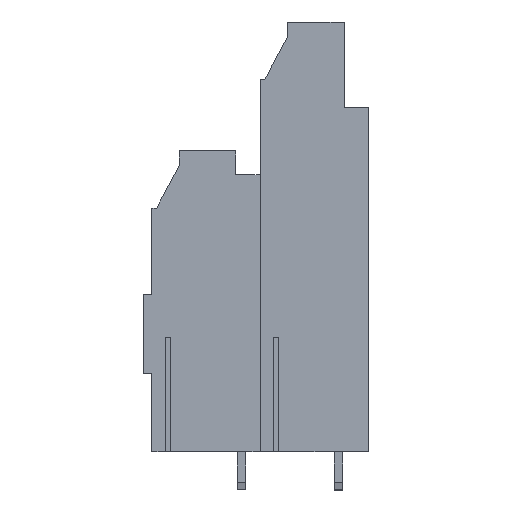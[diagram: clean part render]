
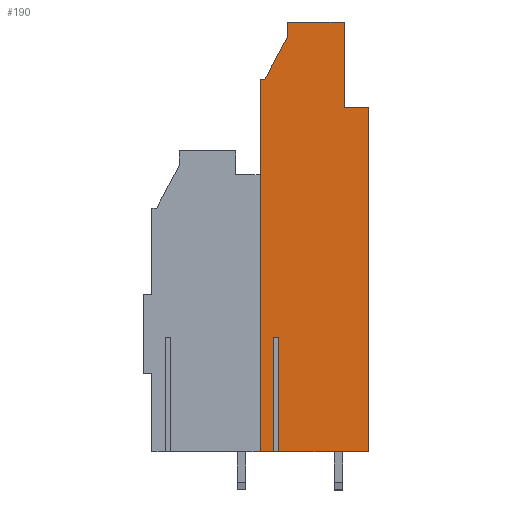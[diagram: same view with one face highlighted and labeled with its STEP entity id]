
A CAD part, top view. The second image highlights one B-rep face of the part: STEP entity #190.
In plain terms, the highlighted planar face has unit normal (0, 0, 1).
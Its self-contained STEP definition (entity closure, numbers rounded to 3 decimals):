
#190 = ADVANCED_FACE( '', ( #492 ), #493, .T. );
#492 = FACE_OUTER_BOUND( '', #927, .T. );
#493 = PLANE( '', #928 );
#927 = EDGE_LOOP( '', ( #1386, #1387, #1388, #1389, #1390, #1391, #1392, #1393, #1394, #1395, #1396, #1397, #1398, #1399 ) );
#928 = AXIS2_PLACEMENT_3D( '', #1400, #1401, #1402 );
#1386 = ORIENTED_EDGE( '', *, *, #2624, .F. );
#1387 = ORIENTED_EDGE( '', *, *, #2625, .F. );
#1388 = ORIENTED_EDGE( '', *, *, #2626, .F. );
#1389 = ORIENTED_EDGE( '', *, *, #2627, .F. );
#1390 = ORIENTED_EDGE( '', *, *, #2628, .F. );
#1391 = ORIENTED_EDGE( '', *, *, #2629, .F. );
#1392 = ORIENTED_EDGE( '', *, *, #2630, .F. );
#1393 = ORIENTED_EDGE( '', *, *, #2631, .F. );
#1394 = ORIENTED_EDGE( '', *, *, #2632, .F. );
#1395 = ORIENTED_EDGE( '', *, *, #2633, .F. );
#1396 = ORIENTED_EDGE( '', *, *, #2634, .F. );
#1397 = ORIENTED_EDGE( '', *, *, #2635, .F. );
#1398 = ORIENTED_EDGE( '', *, *, #2636, .F. );
#1399 = ORIENTED_EDGE( '', *, *, #2637, .F. );
#1400 = CARTESIAN_POINT( '', ( 22.7, -8.915, 7.62 ) );
#1401 = DIRECTION( '', ( 0., 0., 1. ) );
#1402 = DIRECTION( '', ( -1., 0., 0. ) );
#2624 = EDGE_CURVE( '', #3148, #3149, #3150, .T. );
#2625 = EDGE_CURVE( '', #3151, #3148, #3152, .T. );
#2626 = EDGE_CURVE( '', #3153, #3151, #3154, .T. );
#2627 = EDGE_CURVE( '', #3155, #3153, #3156, .T. );
#2628 = EDGE_CURVE( '', #3157, #3155, #3158, .T. );
#2629 = EDGE_CURVE( '', #3159, #3157, #3160, .T. );
#2630 = EDGE_CURVE( '', #3161, #3159, #3162, .T. );
#2631 = EDGE_CURVE( '', #3163, #3161, #3164, .T. );
#2632 = EDGE_CURVE( '', #3165, #3163, #3166, .T. );
#2633 = EDGE_CURVE( '', #3167, #3165, #3168, .T. );
#2634 = EDGE_CURVE( '', #3169, #3167, #3170, .T. );
#2635 = EDGE_CURVE( '', #3171, #3169, #3172, .T. );
#2636 = EDGE_CURVE( '', #3173, #3171, #3174, .T. );
#2637 = EDGE_CURVE( '', #3149, #3173, #3175, .T. );
#3148 = VERTEX_POINT( '', #3915 );
#3149 = VERTEX_POINT( '', #3916 );
#3150 = LINE( '', #3917, #3918 );
#3151 = VERTEX_POINT( '', #3919 );
#3152 = LINE( '', #3920, #3921 );
#3153 = VERTEX_POINT( '', #3922 );
#3154 = LINE( '', #3923, #3924 );
#3155 = VERTEX_POINT( '', #3925 );
#3156 = LINE( '', #3926, #3927 );
#3157 = VERTEX_POINT( '', #3928 );
#3158 = LINE( '', #3929, #3930 );
#3159 = VERTEX_POINT( '', #3931 );
#3160 = LINE( '', #3932, #3933 );
#3161 = VERTEX_POINT( '', #3934 );
#3162 = LINE( '', #3935, #3936 );
#3163 = VERTEX_POINT( '', #3937 );
#3164 = LINE( '', #3938, #3939 );
#3165 = VERTEX_POINT( '', #3940 );
#3166 = LINE( '', #3941, #3942 );
#3167 = VERTEX_POINT( '', #3943 );
#3168 = LINE( '', #3944, #3945 );
#3169 = VERTEX_POINT( '', #3946 );
#3170 = LINE( '', #3947, #3948 );
#3171 = VERTEX_POINT( '', #3949 );
#3172 = LINE( '', #3950, #3951 );
#3173 = VERTEX_POINT( '', #3952 );
#3174 = LINE( '', #3953, #3954 );
#3175 = LINE( '', #3955, #3956 );
#3915 = CARTESIAN_POINT( '', ( 11.35, 39., 7.62 ) );
#3916 = CARTESIAN_POINT( '', ( 11.85, 39., 7.62 ) );
#3917 = CARTESIAN_POINT( '', ( -6., 39., 7.62 ) );
#3918 = VECTOR( '', #4921, 1000. );
#3919 = CARTESIAN_POINT( '', ( 11.35, 29., 7.62 ) );
#3920 = CARTESIAN_POINT( '', ( 11.35, 0., 7.62 ) );
#3921 = VECTOR( '', #4922, 1000. );
#3922 = CARTESIAN_POINT( '', ( 11.35, 0., 7.62 ) );
#3923 = CARTESIAN_POINT( '', ( 11.35, -8.915, 7.62 ) );
#3924 = VECTOR( '', #4923, 1000. );
#3925 = CARTESIAN_POINT( '', ( 12.796, 0., 7.62 ) );
#3926 = CARTESIAN_POINT( '', ( -6., 0., 7.62 ) );
#3927 = VECTOR( '', #4924, 1000. );
#3928 = CARTESIAN_POINT( '', ( 12.796, 12., 7.62 ) );
#3929 = CARTESIAN_POINT( '', ( 12.796, 0., 7.62 ) );
#3930 = VECTOR( '', #4925, 1000. );
#3931 = CARTESIAN_POINT( '', ( 13.304, 12., 7.62 ) );
#3932 = CARTESIAN_POINT( '', ( -6., 12., 7.62 ) );
#3933 = VECTOR( '', #4926, 1000. );
#3934 = CARTESIAN_POINT( '', ( 13.304, 0., 7.62 ) );
#3935 = CARTESIAN_POINT( '', ( 13.304, 0., 7.62 ) );
#3936 = VECTOR( '', #4927, 1000. );
#3937 = CARTESIAN_POINT( '', ( 22.7, 0., 7.62 ) );
#3938 = CARTESIAN_POINT( '', ( -6., 0., 7.62 ) );
#3939 = VECTOR( '', #4928, 1000. );
#3940 = CARTESIAN_POINT( '', ( 22.7, 36., 7.62 ) );
#3941 = CARTESIAN_POINT( '', ( 22.7, 0., 7.62 ) );
#3942 = VECTOR( '', #4929, 1000. );
#3943 = CARTESIAN_POINT( '', ( 20.15, 36., 7.62 ) );
#3944 = CARTESIAN_POINT( '', ( -6., 36., 7.62 ) );
#3945 = VECTOR( '', #4930, 1000. );
#3946 = CARTESIAN_POINT( '', ( 20.15, 45., 7.62 ) );
#3947 = CARTESIAN_POINT( '', ( 20.15, 0., 7.62 ) );
#3948 = VECTOR( '', #4931, 1000. );
#3949 = CARTESIAN_POINT( '', ( 14.25, 45., 7.62 ) );
#3950 = CARTESIAN_POINT( '', ( -6., 45., 7.62 ) );
#3951 = VECTOR( '', #4932, 1000. );
#3952 = CARTESIAN_POINT( '', ( 14.25, 43.5, 7.62 ) );
#3953 = CARTESIAN_POINT( '', ( 14.25, 0., 7.62 ) );
#3954 = VECTOR( '', #4933, 1000. );
#3955 = CARTESIAN_POINT( '', ( -8.95, 0., 7.62 ) );
#3956 = VECTOR( '', #4934, 1000. );
#4921 = DIRECTION( '', ( 1., 0., 0. ) );
#4922 = DIRECTION( '', ( 0., 1., 0. ) );
#4923 = DIRECTION( '', ( 0., 1., 0. ) );
#4924 = DIRECTION( '', ( -1., 0., 0. ) );
#4925 = DIRECTION( '', ( 0., -1., 0. ) );
#4926 = DIRECTION( '', ( -1., 0., 0. ) );
#4927 = DIRECTION( '', ( 0., 1., 0. ) );
#4928 = DIRECTION( '', ( -1., 0., 0. ) );
#4929 = DIRECTION( '', ( 0., -1., 0. ) );
#4930 = DIRECTION( '', ( 1., 0., 0. ) );
#4931 = DIRECTION( '', ( 0., -1., 0. ) );
#4932 = DIRECTION( '', ( 1., 0., 0. ) );
#4933 = DIRECTION( '', ( 0., 1., 0. ) );
#4934 = DIRECTION( '', ( 0.471, 0.882, 0. ) );
